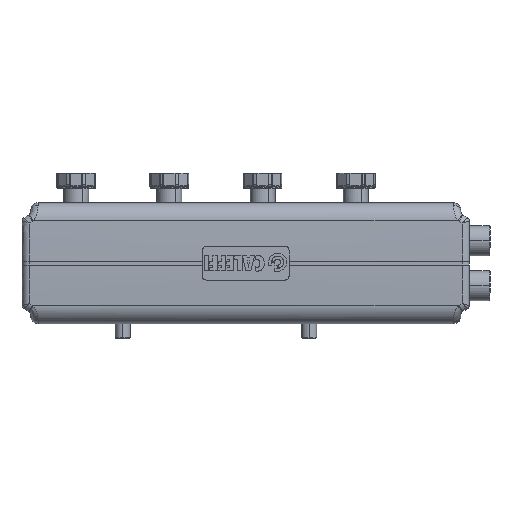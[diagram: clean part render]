
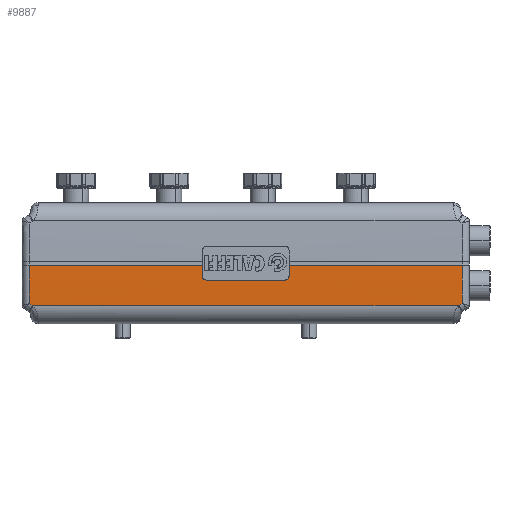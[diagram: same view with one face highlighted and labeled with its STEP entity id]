
A CAD part, left-side view. The second image highlights one B-rep face of the part: STEP entity #9887.
In plain terms, the highlighted cylindrical face has radius 1250 mm (diameter 2500 mm), a partial arc.
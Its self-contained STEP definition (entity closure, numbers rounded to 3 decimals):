
#8084=CARTESIAN_POINT('Vertex',(11.064,278.752,-11.129)) ;
#8352=CARTESIAN_POINT('Vertex',(10.,46.752,40.436)) ;
#8359=CARTESIAN_POINT('Vertex',(10.,278.752,40.436)) ;
#8362=CARTESIAN_POINT('Line Origine',(10.,162.752,40.436)) ;
#8384=CARTESIAN_POINT('Vertex',(10.,-69.248,40.436)) ;
#8391=CARTESIAN_POINT('Vertex',(10.091,-69.248,25.371)) ;
#8394=CARTESIAN_POINT('Axis2P3D Location',(1260.,-69.248,40.436)) ;
#8415=CARTESIAN_POINT('Control Point',(10.161,-64.248,20.371)) ;
#8416=CARTESIAN_POINT('Control Point',(10.161,-65.819,20.371)) ;
#8417=CARTESIAN_POINT('Control Point',(10.151,-67.391,20.986)) ;
#8418=CARTESIAN_POINT('Control Point',(10.131,-68.633,22.228)) ;
#8419=CARTESIAN_POINT('Control Point',(10.11,-69.248,23.8)) ;
#8420=CARTESIAN_POINT('Control Point',(10.091,-69.248,25.371)) ;
#8421=CARTESIAN_POINT('Vertex',(10.161,-64.248,20.371)) ;
#8446=CARTESIAN_POINT('Vertex',(10.161,41.752,20.371)) ;
#8449=CARTESIAN_POINT('Line Origine',(10.161,-11.248,20.371)) ;
#8468=CARTESIAN_POINT('Control Point',(10.161,41.752,20.371)) ;
#8469=CARTESIAN_POINT('Control Point',(10.161,43.323,20.371)) ;
#8470=CARTESIAN_POINT('Control Point',(10.151,44.895,20.986)) ;
#8471=CARTESIAN_POINT('Control Point',(10.131,46.137,22.228)) ;
#8472=CARTESIAN_POINT('Control Point',(10.11,46.752,23.8)) ;
#8473=CARTESIAN_POINT('Control Point',(10.091,46.752,25.371)) ;
#8474=CARTESIAN_POINT('Vertex',(10.091,46.752,25.371)) ;
#8495=CARTESIAN_POINT('Axis2P3D Location',(1260.,46.752,40.436)) ;
#8609=CARTESIAN_POINT('Vertex',(11.196,-296.065,-14.223)) ;
#8699=CARTESIAN_POINT('Vertex',(11.162,-297.248,-13.457)) ;
#8703=CARTESIAN_POINT('Control Point',(11.196,-296.065,-14.223)) ;
#8704=CARTESIAN_POINT('Control Point',(11.188,-296.294,-14.058)) ;
#8705=CARTESIAN_POINT('Control Point',(11.182,-296.527,-13.9)) ;
#8706=CARTESIAN_POINT('Control Point',(11.175,-296.764,-13.746)) ;
#8707=CARTESIAN_POINT('Control Point',(11.168,-297.004,-13.599)) ;
#8708=CARTESIAN_POINT('Control Point',(11.162,-297.248,-13.457)) ;
#9468=CARTESIAN_POINT('Vertex',(11.162,274.752,-13.457)) ;
#9478=CARTESIAN_POINT('Vertex',(11.196,273.568,-14.223)) ;
#9482=CARTESIAN_POINT('Control Point',(11.162,274.752,-13.457)) ;
#9483=CARTESIAN_POINT('Control Point',(11.168,274.508,-13.599)) ;
#9484=CARTESIAN_POINT('Control Point',(11.175,274.268,-13.746)) ;
#9485=CARTESIAN_POINT('Control Point',(11.182,274.031,-13.9)) ;
#9486=CARTESIAN_POINT('Control Point',(11.188,273.797,-14.058)) ;
#9487=CARTESIAN_POINT('Control Point',(11.196,273.568,-14.223)) ;
#9660=CARTESIAN_POINT('Control Point',(11.162,274.752,-13.457)) ;
#9661=CARTESIAN_POINT('Control Point',(11.142,275.552,-12.991)) ;
#9662=CARTESIAN_POINT('Control Point',(11.122,276.352,-12.526)) ;
#9663=CARTESIAN_POINT('Control Point',(11.103,277.152,-12.06)) ;
#9664=CARTESIAN_POINT('Control Point',(11.083,277.952,-11.594)) ;
#9665=CARTESIAN_POINT('Control Point',(11.064,278.752,-11.129)) ;
#9727=CARTESIAN_POINT('Line Origine',(11.196,-11.248,-14.223)) ;
#9800=CARTESIAN_POINT('Axis2P3D Location',(1260.,278.752,40.436)) ;
#9814=CARTESIAN_POINT('Line Origine',(10.,-185.248,40.436)) ;
#9818=CARTESIAN_POINT('Vertex',(10.,-301.248,40.436)) ;
#9853=CARTESIAN_POINT('Axis2P3D Location',(1260.,-11.248,40.436)) ;
#9859=CARTESIAN_POINT('Control Point',(11.162,-297.248,-13.457)) ;
#9860=CARTESIAN_POINT('Control Point',(11.129,-298.582,-12.681)) ;
#9861=CARTESIAN_POINT('Control Point',(11.096,-299.915,-11.905)) ;
#9862=CARTESIAN_POINT('Control Point',(11.064,-301.248,-11.129)) ;
#9863=CARTESIAN_POINT('Vertex',(11.064,-301.248,-11.129)) ;
#9866=CARTESIAN_POINT('Axis2P3D Location',(1260.,-301.248,40.436)) ;
#8364=VECTOR('Line Direction',#8363,1.) ;
#8451=VECTOR('Line Direction',#8450,1.) ;
#9729=VECTOR('Line Direction',#9728,1.) ;
#9816=VECTOR('Line Direction',#9815,1.) ;
#8363=DIRECTION('Vector Direction',(0.,1.,0.)) ;
#8395=DIRECTION('Axis2P3D Direction',(0.,1.,0.)) ;
#8450=DIRECTION('Vector Direction',(0.,-1.,0.)) ;
#8496=DIRECTION('Axis2P3D Direction',(0.,-1.,0.)) ;
#9728=DIRECTION('Vector Direction',(0.,-1.,0.)) ;
#9801=DIRECTION('Axis2P3D Direction',(0.,-1.,0.)) ;
#9815=DIRECTION('Vector Direction',(0.,1.,0.)) ;
#9854=DIRECTION('Axis2P3D Direction',(0.,-1.,0.)) ;
#9855=DIRECTION('Axis2P3D XDirection',(-1.,0.,0.)) ;
#9867=DIRECTION('Axis2P3D Direction',(0.,-1.,0.)) ;
#8396=AXIS2_PLACEMENT_3D('Circle Axis2P3D',#8394,#8395,$) ;
#8497=AXIS2_PLACEMENT_3D('Circle Axis2P3D',#8495,#8496,$) ;
#9802=AXIS2_PLACEMENT_3D('Circle Axis2P3D',#9800,#9801,$) ;
#9856=AXIS2_PLACEMENT_3D('Cylinder Axis2P3D',#9853,#9854,#9855) ;
#9868=AXIS2_PLACEMENT_3D('Circle Axis2P3D',#9866,#9867,$) ;
#8365=LINE('Line',#8362,#8364) ;
#8452=LINE('Line',#8449,#8451) ;
#9730=LINE('Line',#9727,#9729) ;
#9817=LINE('Line',#9814,#9816) ;
#8397=CIRCLE('generated circle',#8396,1250.) ;
#8498=CIRCLE('generated circle',#8497,1250.) ;
#9803=CIRCLE('generated circle',#9802,1250.) ;
#9869=CIRCLE('generated circle',#9868,1250.) ;
#9857=CYLINDRICAL_SURFACE('generated cylinder',#9856,1250.) ;
#8366=EDGE_CURVE('',#8353,#8360,#8365,.T.) ;
#8398=EDGE_CURVE('',#8392,#8385,#8397,.T.) ;
#8423=EDGE_CURVE('',#8422,#8392,#8414,.T.) ;
#8453=EDGE_CURVE('',#8447,#8422,#8452,.T.) ;
#8476=EDGE_CURVE('',#8447,#8475,#8467,.T.) ;
#8499=EDGE_CURVE('',#8353,#8475,#8498,.T.) ;
#8709=EDGE_CURVE('',#8610,#8700,#8702,.T.) ;
#9488=EDGE_CURVE('',#9469,#9479,#9481,.T.) ;
#9666=EDGE_CURVE('',#8085,#9469,#9659,.F.) ;
#9731=EDGE_CURVE('',#8610,#9479,#9730,.F.) ;
#9804=EDGE_CURVE('',#8360,#8085,#9803,.T.) ;
#9820=EDGE_CURVE('',#9819,#8385,#9817,.T.) ;
#9865=EDGE_CURVE('',#8700,#9864,#9858,.T.) ;
#9870=EDGE_CURVE('',#9864,#9819,#9869,.F.) ;
#9872=ORIENTED_EDGE('',*,*,#8366,.T.) ;
#9873=ORIENTED_EDGE('',*,*,#9804,.T.) ;
#9874=ORIENTED_EDGE('',*,*,#9666,.T.) ;
#9875=ORIENTED_EDGE('',*,*,#9488,.T.) ;
#9876=ORIENTED_EDGE('',*,*,#9731,.F.) ;
#9877=ORIENTED_EDGE('',*,*,#8709,.T.) ;
#9878=ORIENTED_EDGE('',*,*,#9865,.T.) ;
#9879=ORIENTED_EDGE('',*,*,#9870,.T.) ;
#9880=ORIENTED_EDGE('',*,*,#9820,.T.) ;
#9881=ORIENTED_EDGE('',*,*,#8398,.F.) ;
#9882=ORIENTED_EDGE('',*,*,#8423,.F.) ;
#9883=ORIENTED_EDGE('',*,*,#8453,.F.) ;
#9884=ORIENTED_EDGE('',*,*,#8476,.T.) ;
#9885=ORIENTED_EDGE('',*,*,#8499,.F.) ;
#9871=EDGE_LOOP('',(#9872,#9873,#9874,#9875,#9876,#9877,#9878,#9879,#9880,#9881,#9882,#9883,#9884,#9885)) ;
#8085=VERTEX_POINT('',#8084) ;
#8353=VERTEX_POINT('',#8352) ;
#8360=VERTEX_POINT('',#8359) ;
#8385=VERTEX_POINT('',#8384) ;
#8392=VERTEX_POINT('',#8391) ;
#8422=VERTEX_POINT('',#8421) ;
#8447=VERTEX_POINT('',#8446) ;
#8475=VERTEX_POINT('',#8474) ;
#8610=VERTEX_POINT('',#8609) ;
#8700=VERTEX_POINT('',#8699) ;
#9469=VERTEX_POINT('',#9468) ;
#9479=VERTEX_POINT('',#9478) ;
#9819=VERTEX_POINT('',#9818) ;
#9864=VERTEX_POINT('',#9863) ;
#9887=ADVANCED_FACE('PartBody',(#9886),#9857,.T.) ;
#8414=B_SPLINE_CURVE_WITH_KNOTS('',5,(#8415,#8416,#8417,#8418,#8419,#8420),.UNSPECIFIED.,.F.,.U.,(6,6),(0.,11.108),.UNSPECIFIED.) ;
#8467=B_SPLINE_CURVE_WITH_KNOTS('',5,(#8468,#8469,#8470,#8471,#8472,#8473),.UNSPECIFIED.,.F.,.U.,(6,6),(0.,11.108),.UNSPECIFIED.) ;
#8702=B_SPLINE_CURVE_WITH_KNOTS('',5,(#8703,#8704,#8705,#8706,#8707,#8708),.UNSPECIFIED.,.F.,.U.,(6,6),(18.525,20.012),.UNSPECIFIED.) ;
#9481=B_SPLINE_CURVE_WITH_KNOTS('',5,(#9482,#9483,#9484,#9485,#9486,#9487),.UNSPECIFIED.,.F.,.U.,(6,6),(31.751,33.238),.UNSPECIFIED.) ;
#9659=B_SPLINE_CURVE_WITH_KNOTS('',5,(#9660,#9661,#9662,#9663,#9664,#9665),.UNSPECIFIED.,.F.,.U.,(6,6),(32.838,39.378),.UNSPECIFIED.) ;
#9858=B_SPLINE_CURVE_WITH_KNOTS('',3,(#9859,#9860,#9861,#9862),.UNSPECIFIED.,.F.,.U.,(4,4),(32.838,39.378),.UNSPECIFIED.) ;
#9886=FACE_OUTER_BOUND('',#9871,.T.) ;
